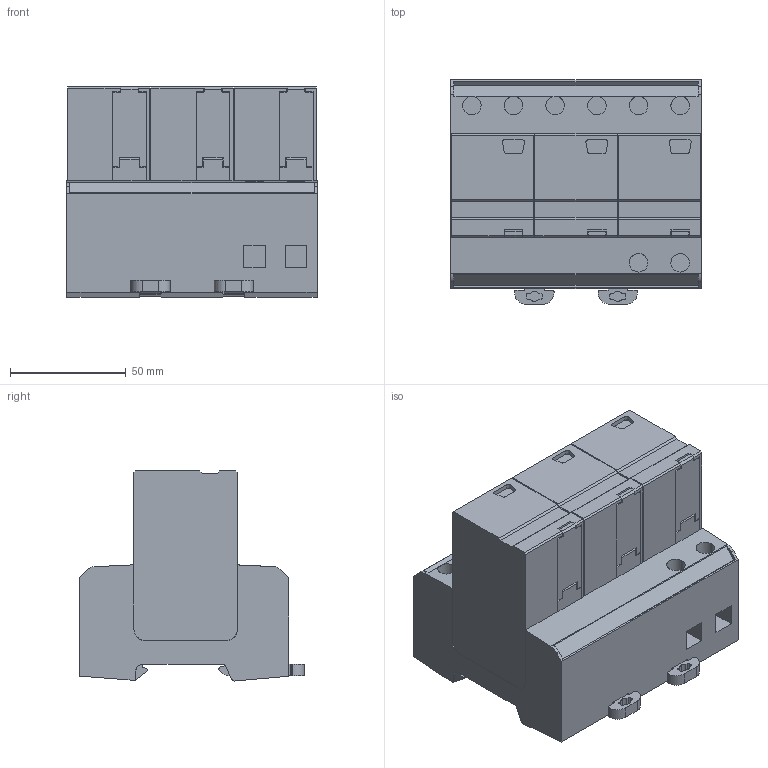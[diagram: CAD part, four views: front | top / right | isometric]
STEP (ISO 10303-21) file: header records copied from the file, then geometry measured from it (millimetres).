
FILE_DESCRIPTION(('CATIA V5 STEP Exchange','CAx-IF Rec.Pracs.--- Model Styling and Organization---1.5--- 2016-08-15','CAx-IF Rec.Pracs.---Supplemental Geometry---1.0---2011-11-01','CAx-IF Rec.Pracs.--- Composite Materials ---1.1---2010-07-15'),'2;1');
FILE_NAME ('D1619325_0', '2024-07-10T10:22:03+00:00', ('none'), ('Weidmueller'), 'CATIA Version 5-6 Release 2022 SP4 HF5', 'CATIA V5 STEP AP214 v3', 'none');
FILE_SCHEMA(('AUTOMOTIVE_DESIGN { 1 0 10303 214 1 1 1 1 }'));
Length unit declared in the file: millimetre
Products named in the file (1): S3D_VPU_AC_I_3_275-25
Bounding box: 108 x 96.96 x 90.68 mm (x, y, z)
Volume: 621104.1 mm3; surface area: 62192.8 mm2
Topology: 1 solids, 1 shells, 493 faces, 1463 edges, 987 vertices
Faces by surface type: plane 350, cylinder 75, extrusion 68
Entity records: 17928 total; most frequent: CARTESIAN_POINT 5300, ORIENTED_EDGE 2926, DIRECTION 1781, EDGE_CURVE 1463, VECTOR 1108, LINE 1040, VERTEX_POINT 987, EDGE_LOOP 528
